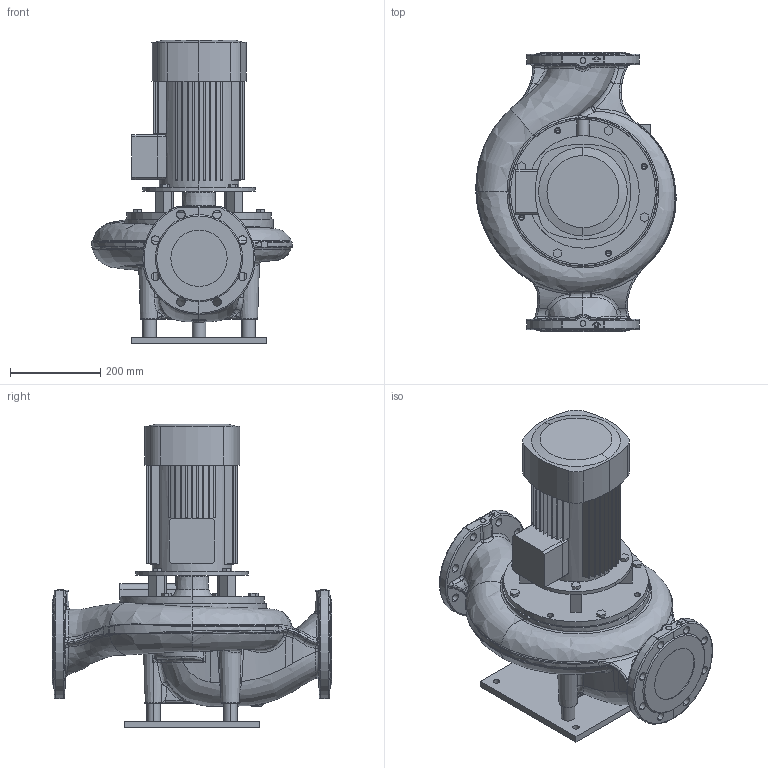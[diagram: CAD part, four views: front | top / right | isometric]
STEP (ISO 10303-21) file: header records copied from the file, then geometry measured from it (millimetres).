
FILE_DESCRIPTION (( 'STEP AP203' ), '1' );
FILE_NAME ('VariA 125-12.5.STEP', '2014-07-09T07:57:41', ( '' ), ( '' ), 'SwSTEP 2.0', 'SolidWorks 2011', '' );
FILE_SCHEMA (( 'CONFIG_CONTROL_DESIGN' ));
Products named in the file (1): VariA 125-12.5
Bounding box: 445.01 x 620 x 674.5 mm (x, y, z)
Volume: 37708549.8 mm3; surface area: 1811575 mm2
Topology: 5 solids, 5 shells, 993 faces, 2509 edges, 1521 vertices
Faces by surface type: bspline 335, plane 253, cylinder 246, cone 79, sphere 42, torus 38
Entity records: 72715 total; most frequent: CARTESIAN_POINT 51524, ORIENTED_EDGE 4950, DIRECTION 3671, EDGE_CURVE 2475, VERTEX_POINT 1521, AXIS2_PLACEMENT_3D 1441, EDGE_LOOP 1070, FACE_OUTER_BOUND 993
